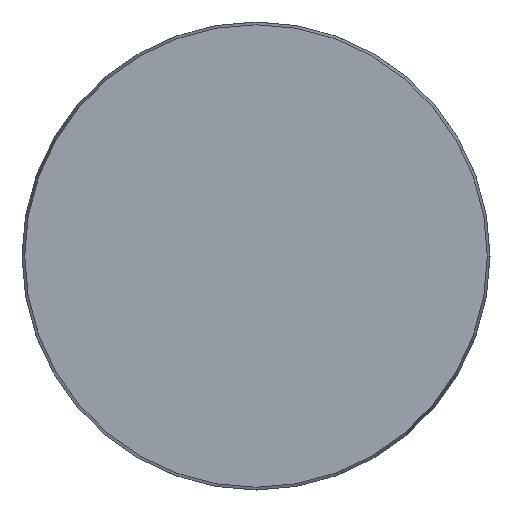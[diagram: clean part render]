
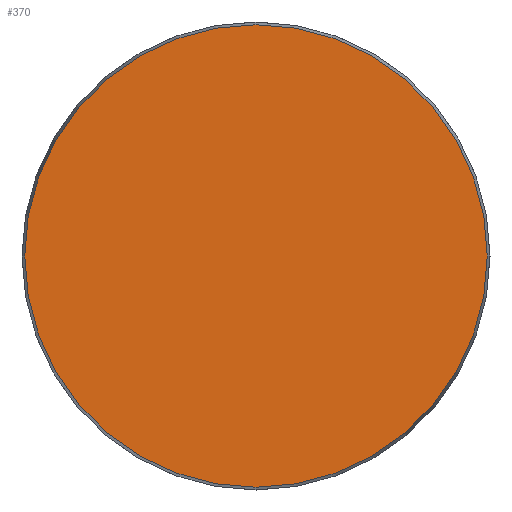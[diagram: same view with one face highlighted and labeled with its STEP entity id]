
A CAD part, front view. The second image highlights one B-rep face of the part: STEP entity #370.
In plain terms, the highlighted planar face has unit normal (0, -1, 0).
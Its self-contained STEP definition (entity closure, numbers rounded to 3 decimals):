
#88 = DIRECTION ( 'NONE',  ( 0., -1., 0. ) ) ;
#220 = CIRCLE ( 'NONE', #481, 48.425 ) ;
#261 = VERTEX_POINT ( 'NONE', #451 ) ;
#262 = CARTESIAN_POINT ( 'NONE',  ( 0., 0., 0. ) ) ;
#273 = EDGE_CURVE ( 'NONE', #261, #261, #220, .T. ) ;
#287 = ORIENTED_EDGE ( 'NONE', *, *, #273, .T. ) ;
#310 = DIRECTION ( 'NONE',  ( 0., 0., -1. ) ) ;
#318 = AXIS2_PLACEMENT_3D ( 'NONE', #578, #693, #342 ) ;
#338 = PLANE ( 'NONE',  #318 ) ;
#342 = DIRECTION ( 'NONE',  ( 0., 0., 1. ) ) ;
#360 = EDGE_LOOP ( 'NONE', ( #287 ) ) ;
#370 = ADVANCED_FACE ( 'NONE', ( #566 ), #338, .F. ) ;
#451 = CARTESIAN_POINT ( 'NONE',  ( 0., 0., -48.425 ) ) ;
#481 = AXIS2_PLACEMENT_3D ( 'NONE', #262, #88, #310 ) ;
#566 = FACE_OUTER_BOUND ( 'NONE', #360, .T. ) ;
#578 = CARTESIAN_POINT ( 'NONE',  ( -48.425, 0., 0. ) ) ;
#693 = DIRECTION ( 'NONE',  ( 0., 1., 0. ) ) ;
